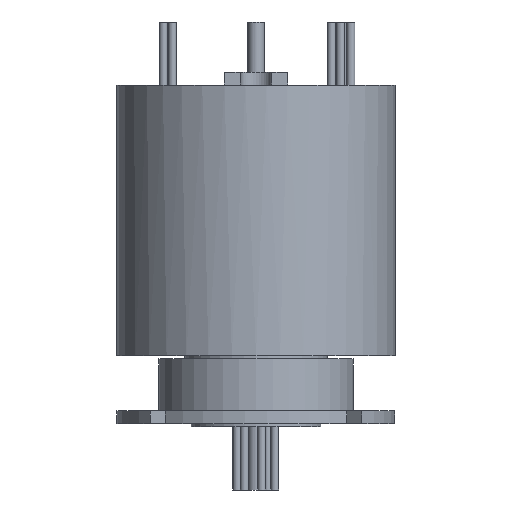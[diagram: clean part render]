
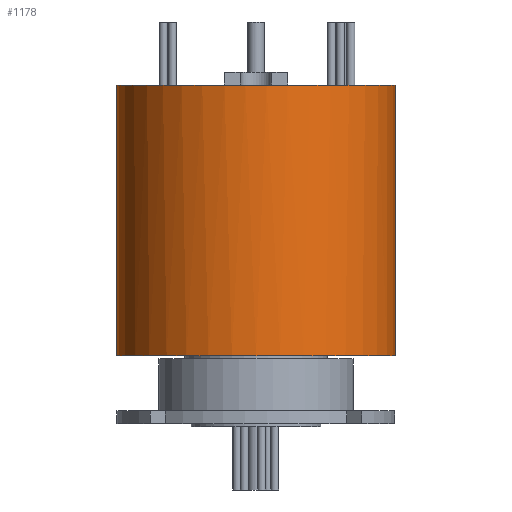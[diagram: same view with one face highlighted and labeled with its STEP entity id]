
A CAD part, front view. The second image highlights one B-rep face of the part: STEP entity #1178.
In plain terms, the highlighted cylindrical face has radius 43 mm (diameter 86 mm), a partial arc.
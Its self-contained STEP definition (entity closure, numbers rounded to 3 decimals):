
#3 = DIRECTION ( 'NONE',  ( 0., 0., -1. ) ) ;
#239 = AXIS2_PLACEMENT_3D ( 'NONE', #3430, #4344, #1753 ) ;
#243 = CARTESIAN_POINT ( 'NONE',  ( -43., 0., 22. ) ) ;
#274 = DIRECTION ( 'NONE',  ( 0., 0., -1. ) ) ;
#277 = AXIS2_PLACEMENT_3D ( 'NONE', #2748, #2779, #2784 ) ;
#309 = EDGE_CURVE ( 'NONE', #3645, #4076, #2446, .T. ) ;
#403 = CARTESIAN_POINT ( 'NONE',  ( 43., 0., 105.6 ) ) ;
#486 = VERTEX_POINT ( 'NONE', #403 ) ;
#639 = CARTESIAN_POINT ( 'NONE',  ( 0., 0., 105.6 ) ) ;
#700 = DIRECTION ( 'NONE',  ( -1., 0., 0. ) ) ;
#833 = EDGE_CURVE ( 'NONE', #3049, #486, #2171, .T. ) ;
#885 = VECTOR ( 'NONE', #4056, 1000. ) ;
#891 = LINE ( 'NONE', #1324, #885 ) ;
#1015 = CARTESIAN_POINT ( 'NONE',  ( 43., 0., 22. ) ) ;
#1039 = CIRCLE ( 'NONE', #239, 43. ) ;
#1061 = EDGE_CURVE ( 'NONE', #3525, #2781, #1988, .T. ) ;
#1151 = CARTESIAN_POINT ( 'NONE',  ( -43., 0., 105.6 ) ) ;
#1178 = ADVANCED_FACE ( 'NONE', ( #1914 ), #1882, .T. ) ;
#1324 = CARTESIAN_POINT ( 'NONE',  ( 43., 0., 105.6 ) ) ;
#1350 = CARTESIAN_POINT ( 'NONE',  ( 0., 0., 105.6 ) ) ;
#1354 = DIRECTION ( 'NONE',  ( 0., 0., 1. ) ) ;
#1365 = DIRECTION ( 'NONE',  ( 1., 0., 0. ) ) ;
#1434 = LINE ( 'NONE', #2568, #1440 ) ;
#1440 = VECTOR ( 'NONE', #3, 1000. ) ;
#1753 = DIRECTION ( 'NONE',  ( 1., 0., 0. ) ) ;
#1882 = CYLINDRICAL_SURFACE ( 'NONE', #3730, 43. ) ;
#1902 = EDGE_CURVE ( 'NONE', #3645, #3525, #1434, .T. ) ;
#1914 = FACE_OUTER_BOUND ( 'NONE', #2813, .T. ) ;
#1988 = CIRCLE ( 'NONE', #4109, 43. ) ;
#2171 = CIRCLE ( 'NONE', #277, 43. ) ;
#2290 = CARTESIAN_POINT ( 'NONE',  ( 9.75, -41.88, 105.6 ) ) ;
#2332 = EDGE_CURVE ( 'NONE', #4076, #3049, #1039, .T. ) ;
#2446 = CIRCLE ( 'NONE', #3595, 43. ) ;
#2524 = EDGE_CURVE ( 'NONE', #486, #2781, #891, .T. ) ;
#2568 = CARTESIAN_POINT ( 'NONE',  ( -43., 0., 105.6 ) ) ;
#2748 = CARTESIAN_POINT ( 'NONE',  ( 0., 0., 105.6 ) ) ;
#2779 = DIRECTION ( 'NONE',  ( 0., 0., 1. ) ) ;
#2781 = VERTEX_POINT ( 'NONE', #1015 ) ;
#2784 = DIRECTION ( 'NONE',  ( 1., 0., 0. ) ) ;
#2813 = EDGE_LOOP ( 'NONE', ( #3069, #3077, #3081, #3084, #3090, #3094 ) ) ;
#3049 = VERTEX_POINT ( 'NONE', #2290 ) ;
#3069 = ORIENTED_EDGE ( 'NONE', *, *, #2524, .F. ) ;
#3077 = ORIENTED_EDGE ( 'NONE', *, *, #833, .F. ) ;
#3081 = ORIENTED_EDGE ( 'NONE', *, *, #2332, .F. ) ;
#3084 = ORIENTED_EDGE ( 'NONE', *, *, #309, .F. ) ;
#3090 = ORIENTED_EDGE ( 'NONE', *, *, #1902, .T. ) ;
#3094 = ORIENTED_EDGE ( 'NONE', *, *, #1061, .T. ) ;
#3430 = CARTESIAN_POINT ( 'NONE',  ( 0., 0., 105.6 ) ) ;
#3525 = VERTEX_POINT ( 'NONE', #243 ) ;
#3595 = AXIS2_PLACEMENT_3D ( 'NONE', #1350, #1354, #1365 ) ;
#3645 = VERTEX_POINT ( 'NONE', #1151 ) ;
#3730 = AXIS2_PLACEMENT_3D ( 'NONE', #639, #274, #700 ) ;
#4032 = CARTESIAN_POINT ( 'NONE',  ( -9.75, -41.88, 105.6 ) ) ;
#4056 = DIRECTION ( 'NONE',  ( 0., 0., -1. ) ) ;
#4076 = VERTEX_POINT ( 'NONE', #4032 ) ;
#4109 = AXIS2_PLACEMENT_3D ( 'NONE', #4171, #4296, #4240 ) ;
#4171 = CARTESIAN_POINT ( 'NONE',  ( 0., 0., 22. ) ) ;
#4240 = DIRECTION ( 'NONE',  ( 1., 0., 0. ) ) ;
#4296 = DIRECTION ( 'NONE',  ( 0., 0., 1. ) ) ;
#4344 = DIRECTION ( 'NONE',  ( 0., 0., 1. ) ) ;
